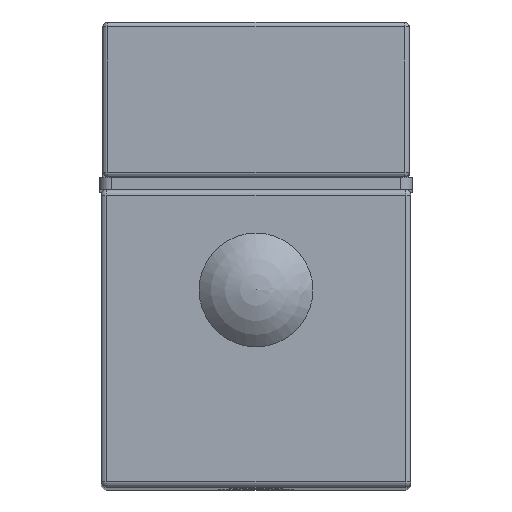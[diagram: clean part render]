
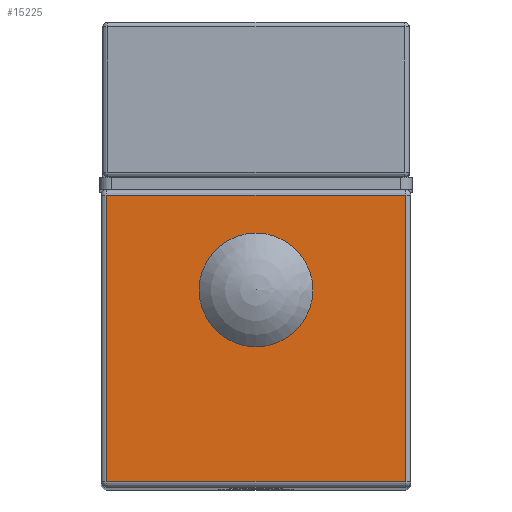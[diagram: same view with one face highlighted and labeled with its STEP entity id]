
A CAD part, top view. The second image highlights one B-rep face of the part: STEP entity #15225.
In plain terms, the highlighted planar face has unit normal (0, 0, 1).
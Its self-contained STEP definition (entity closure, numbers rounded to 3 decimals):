
#287=CARTESIAN_POINT('',(0.0,16.965,125.0));
#288=VERTEX_POINT('',#287);
#289=CARTESIAN_POINT('',(0.0,7.8,125.0));
#290=DIRECTION('',(0.0,0.0,-1.0));
#291=DIRECTION('',(0.0,1.0,0.0));
#292=AXIS2_PLACEMENT_3D('',#289,#290,#291);
#293=CIRCLE('',#292,9.165);
#294=EDGE_CURVE('',#288,#288,#293,.T.);
#14645=CARTESIAN_POINT('',(24.08,-23.1,125.0));
#14646=VERTEX_POINT('',#14645);
#14676=CARTESIAN_POINT('',(24.08,23.1,125.0));
#14677=VERTEX_POINT('',#14676);
#14742=CARTESIAN_POINT('',(-24.08,-23.1,125.0));
#14743=VERTEX_POINT('',#14742);
#14808=CARTESIAN_POINT('',(-24.08,23.1,125.0));
#14809=VERTEX_POINT('',#14808);
#15005=CARTESIAN_POINT('',(-24.08,-23.1,125.0));
#15006=DIRECTION('',(0.0,1.0,0.0));
#15007=VECTOR('',#15006,46.2);
#15008=LINE('',#15005,#15007);
#15009=EDGE_CURVE('',#14743,#14809,#15008,.T.);
#15027=CARTESIAN_POINT('',(-24.08,23.1,125.0));
#15028=DIRECTION('',(1.0,0.0,0.0));
#15029=VECTOR('',#15028,48.16);
#15030=LINE('',#15027,#15029);
#15031=EDGE_CURVE('',#14809,#14677,#15030,.T.);
#15083=CARTESIAN_POINT('',(24.08,-23.1,125.0));
#15084=DIRECTION('',(-1.0,0.0,0.0));
#15085=VECTOR('',#15084,48.16);
#15086=LINE('',#15083,#15085);
#15087=EDGE_CURVE('',#14646,#14743,#15086,.T.);
#15117=CARTESIAN_POINT('',(24.08,23.1,125.0));
#15118=DIRECTION('',(0.0,-1.0,0.0));
#15119=VECTOR('',#15118,46.2);
#15120=LINE('',#15117,#15119);
#15121=EDGE_CURVE('',#14677,#14646,#15120,.T.);
#15211=CARTESIAN_POINT('',(0.0,0.,125.0));
#15212=DIRECTION('',(0.0,0.0,1.0));
#15213=DIRECTION('',(1.0,0.0,0.0));
#15214=AXIS2_PLACEMENT_3D('',#15211,#15212,#15213);
#15215=PLANE('',#15214);
#15216=ORIENTED_EDGE('',*,*,#15009,.F.);
#15217=ORIENTED_EDGE('',*,*,#15087,.F.);
#15218=ORIENTED_EDGE('',*,*,#15121,.F.);
#15219=ORIENTED_EDGE('',*,*,#15031,.F.);
#15220=EDGE_LOOP('',(#15216,#15217,#15218,#15219));
#15221=FACE_OUTER_BOUND('',#15220,.T.);
#15222=ORIENTED_EDGE('',*,*,#294,.T.);
#15223=EDGE_LOOP('',(#15222));
#15224=FACE_BOUND('',#15223,.T.);
#15225=ADVANCED_FACE('',(#15221,#15224),#15215,.T.);
